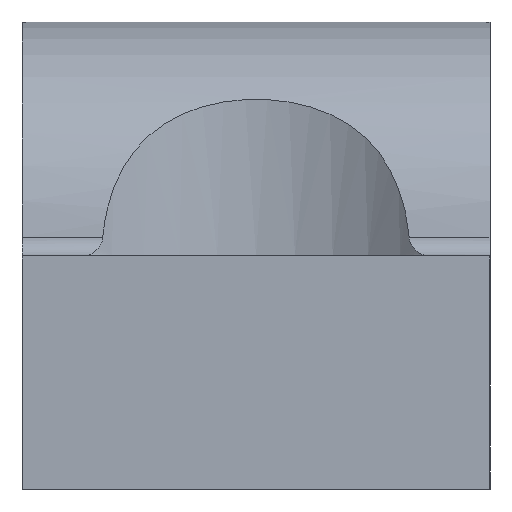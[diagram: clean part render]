
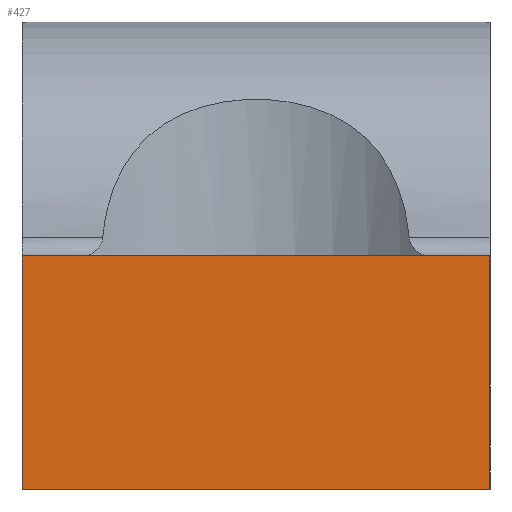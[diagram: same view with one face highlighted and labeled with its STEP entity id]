
A CAD part, left-side view. The second image highlights one B-rep face of the part: STEP entity #427.
In plain terms, the highlighted planar face has unit normal (-1, 0, 0).
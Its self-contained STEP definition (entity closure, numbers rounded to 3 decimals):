
#20 = DIRECTION ( 'NONE',  ( 0., -1., 0. ) ) ;
#41 = VERTEX_POINT ( 'NONE', #132 ) ;
#87 = DIRECTION ( 'NONE',  ( 0., 0., 1. ) ) ;
#91 = VECTOR ( 'NONE', #438, 1000. ) ;
#93 = LINE ( 'NONE', #227, #91 ) ;
#96 = FACE_OUTER_BOUND ( 'NONE', #157, .T. ) ;
#117 = VECTOR ( 'NONE', #20, 1000. ) ;
#132 = CARTESIAN_POINT ( 'NONE',  ( -165., -35., 0. ) ) ;
#147 = CARTESIAN_POINT ( 'NONE',  ( -165., -35., 35. ) ) ;
#150 = LINE ( 'NONE', #437, #629 ) ;
#157 = EDGE_LOOP ( 'NONE', ( #829, #820, #211, #765 ) ) ;
#162 = PLANE ( 'NONE',  #244 ) ;
#196 = EDGE_CURVE ( 'NONE', #41, #758, #426, .T. ) ;
#198 = CARTESIAN_POINT ( 'NONE',  ( -165., 35., 35. ) ) ;
#209 = LINE ( 'NONE', #795, #117 ) ;
#211 = ORIENTED_EDGE ( 'NONE', *, *, #305, .F. ) ;
#227 = CARTESIAN_POINT ( 'NONE',  ( -165., 35., 0. ) ) ;
#239 = EDGE_CURVE ( 'NONE', #412, #327, #150, .T. ) ;
#244 = AXIS2_PLACEMENT_3D ( 'NONE', #497, #742, #296 ) ;
#296 = DIRECTION ( 'NONE',  ( 0., 1., 0. ) ) ;
#305 = EDGE_CURVE ( 'NONE', #327, #758, #209, .T. ) ;
#327 = VERTEX_POINT ( 'NONE', #198 ) ;
#412 = VERTEX_POINT ( 'NONE', #689 ) ;
#423 = CARTESIAN_POINT ( 'NONE',  ( -165., -35., 0. ) ) ;
#426 = LINE ( 'NONE', #423, #645 ) ;
#427 = ADVANCED_FACE ( 'NONE', ( #96 ), #162, .F. ) ;
#437 = CARTESIAN_POINT ( 'NONE',  ( -165., 35., 0. ) ) ;
#438 = DIRECTION ( 'NONE',  ( 0., -1., 0. ) ) ;
#459 = EDGE_CURVE ( 'NONE', #412, #41, #93, .T. ) ;
#497 = CARTESIAN_POINT ( 'NONE',  ( -165., 35., 0. ) ) ;
#549 = DIRECTION ( 'NONE',  ( 0., 0., 1. ) ) ;
#629 = VECTOR ( 'NONE', #549, 1000. ) ;
#645 = VECTOR ( 'NONE', #87, 1000. ) ;
#689 = CARTESIAN_POINT ( 'NONE',  ( -165., 35., 0. ) ) ;
#742 = DIRECTION ( 'NONE',  ( 1., 0., 0. ) ) ;
#758 = VERTEX_POINT ( 'NONE', #147 ) ;
#765 = ORIENTED_EDGE ( 'NONE', *, *, #239, .F. ) ;
#795 = CARTESIAN_POINT ( 'NONE',  ( -165., 35., 35. ) ) ;
#820 = ORIENTED_EDGE ( 'NONE', *, *, #196, .T. ) ;
#829 = ORIENTED_EDGE ( 'NONE', *, *, #459, .T. ) ;
